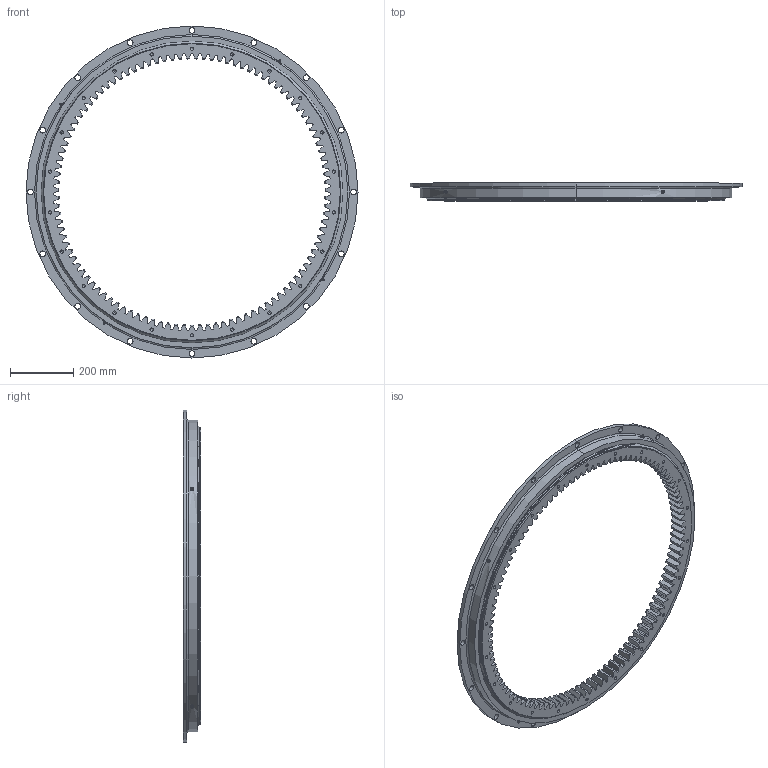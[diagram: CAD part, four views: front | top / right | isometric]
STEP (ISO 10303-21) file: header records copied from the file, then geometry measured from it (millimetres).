
FILE_DESCRIPTION (( 'STEP AP203' ), '1' );
FILE_NAME ('22-0941-01.STEP', '2017-12-28T07:14:01', ( 'defontaine' ), ( 'Hewlett-Packard Company' ), 'SwSTEP 2.0', 'SolidWorks 2016', '' );
FILE_SCHEMA (( 'CONFIG_CONTROL_DESIGN' ));
Length unit declared in the file: millimetre
Products named in the file (1): 22-0941-01
Bounding box: 1048 x 56 x 1048 mm (x, y, z)
Volume: 8434965 mm3; surface area: 1492805.1 mm2
Topology: 9 solids, 9 shells, 919 faces, 2575 edges, 1667 vertices
Faces by surface type: cylinder 323, cone 291, plane 267, torus 28, sphere 10
Entity records: 30511 total; most frequent: CARTESIAN_POINT 6904, ORIENTED_EDGE 5052, DIRECTION 4890, EDGE_CURVE 2526, AXIS2_PLACEMENT_3D 1888, VERTEX_POINT 1664, VECTOR 1114, LINE 1114
